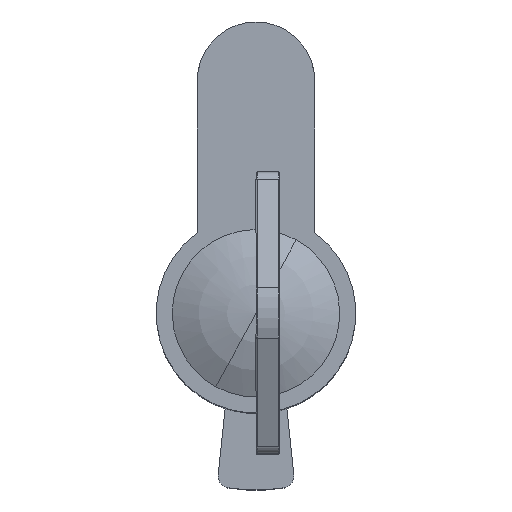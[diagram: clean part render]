
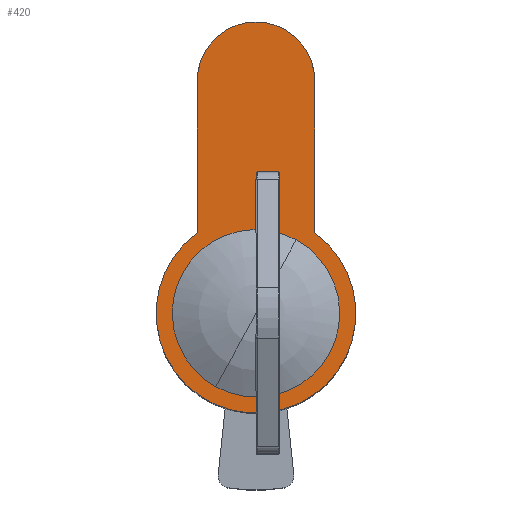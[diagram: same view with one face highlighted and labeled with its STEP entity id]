
A CAD part, top view. The second image highlights one B-rep face of the part: STEP entity #420.
In plain terms, the highlighted planar face has unit normal (0, 0, 1).
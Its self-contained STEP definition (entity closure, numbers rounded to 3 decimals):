
#294=AXIS2_PLACEMENT_3D('Circle Axis2P3D',#292,#293,$) ;
#381=AXIS2_PLACEMENT_3D('Circle Axis2P3D',#379,#380,$) ;
#394=AXIS2_PLACEMENT_3D('Plane Axis2P3D',#391,#392,#393) ;
#404=AXIS2_PLACEMENT_3D('Circle Axis2P3D',#402,#403,$) ;
#413=AXIS2_PLACEMENT_3D('Circle Axis2P3D',#411,#412,$) ;
#230=CARTESIAN_POINT('Vertex',(5.,19.8,20.1)) ;
#233=CARTESIAN_POINT('Line Origine',(5.,13.337,20.1)) ;
#237=CARTESIAN_POINT('Vertex',(5.,6.874,20.1)) ;
#289=CARTESIAN_POINT('Vertex',(-5.,19.8,20.1)) ;
#292=CARTESIAN_POINT('Axis2P3D Location',(0.,19.8,20.1)) ;
#340=CARTESIAN_POINT('Vertex',(-5.,6.874,20.1)) ;
#343=CARTESIAN_POINT('Line Origine',(-5.,13.337,20.1)) ;
#379=CARTESIAN_POINT('Axis2P3D Location',(0.,0.,20.1)) ;
#391=CARTESIAN_POINT('Axis2P3D Location',(0.,0.,20.1)) ;
#402=CARTESIAN_POINT('Axis2P3D Location',(0.,0.,20.1)) ;
#406=CARTESIAN_POINT('Vertex',(3.416,6.253,20.1)) ;
#408=CARTESIAN_POINT('Vertex',(-3.416,-6.253,20.1)) ;
#411=CARTESIAN_POINT('Axis2P3D Location',(0.,0.,20.1)) ;
#234=DIRECTION('Vector Direction',(0.,-1.,0.)) ;
#293=DIRECTION('Axis2P3D Direction',(0.,0.,1.)) ;
#344=DIRECTION('Vector Direction',(0.,-1.,0.)) ;
#380=DIRECTION('Axis2P3D Direction',(0.,0.,1.)) ;
#392=DIRECTION('Axis2P3D Direction',(0.,0.,1.)) ;
#393=DIRECTION('Axis2P3D XDirection',(1.,0.,0.)) ;
#403=DIRECTION('Axis2P3D Direction',(0.,0.,1.)) ;
#412=DIRECTION('Axis2P3D Direction',(0.,0.,1.)) ;
#235=VECTOR('Line Direction',#234,1.) ;
#345=VECTOR('Line Direction',#344,1.) ;
#397=ORIENTED_EDGE('',*,*,#383,.T.) ;
#398=ORIENTED_EDGE('',*,*,#239,.T.) ;
#399=ORIENTED_EDGE('',*,*,#296,.T.) ;
#400=ORIENTED_EDGE('',*,*,#347,.T.) ;
#417=ORIENTED_EDGE('',*,*,#410,.F.) ;
#418=ORIENTED_EDGE('',*,*,#415,.F.) ;
#419=FACE_BOUND('',#416,.T.) ;
#420=ADVANCED_FACE('0228769.1\\Corps de pi\X2\00E8\X0\ce.10 Barillet',(#401,#419),#395,.T.) ;
#295=CIRCLE('generated circle',#294,5.) ;
#382=CIRCLE('generated circle',#381,8.5) ;
#405=CIRCLE('generated circle',#404,7.125) ;
#414=CIRCLE('generated circle',#413,7.125) ;
#239=EDGE_CURVE('',#238,#231,#236,.F.) ;
#296=EDGE_CURVE('',#231,#290,#295,.T.) ;
#347=EDGE_CURVE('',#290,#341,#346,.T.) ;
#383=EDGE_CURVE('',#341,#238,#382,.T.) ;
#410=EDGE_CURVE('',#407,#409,#405,.T.) ;
#415=EDGE_CURVE('',#409,#407,#414,.T.) ;
#396=EDGE_LOOP('',(#397,#398,#399,#400)) ;
#416=EDGE_LOOP('',(#417,#418)) ;
#401=FACE_OUTER_BOUND('',#396,.T.) ;
#236=LINE('Line',#233,#235) ;
#346=LINE('Line',#343,#345) ;
#395=PLANE('',#394) ;
#231=VERTEX_POINT('',#230) ;
#238=VERTEX_POINT('',#237) ;
#290=VERTEX_POINT('',#289) ;
#341=VERTEX_POINT('',#340) ;
#407=VERTEX_POINT('',#406) ;
#409=VERTEX_POINT('',#408) ;
